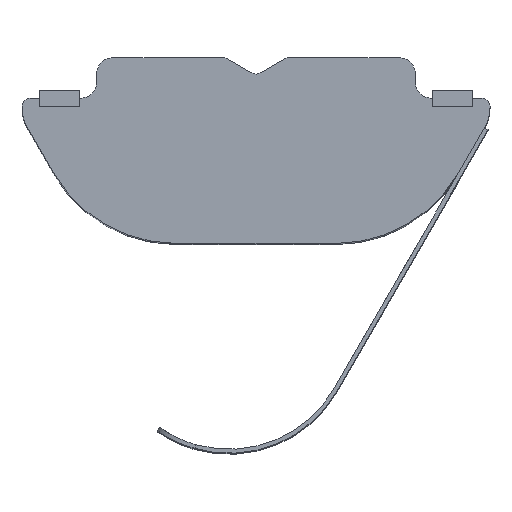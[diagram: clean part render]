
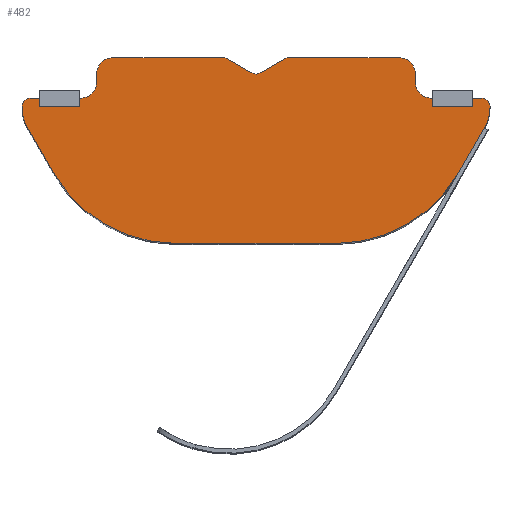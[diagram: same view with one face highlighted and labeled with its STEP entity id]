
A CAD part, top view. The second image highlights one B-rep face of the part: STEP entity #482.
In plain terms, the highlighted planar face has unit normal (0, 0, 1).
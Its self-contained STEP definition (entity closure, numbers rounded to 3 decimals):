
#92=CARTESIAN_POINT('',(0.804,0.,8.0));
#93=VERTEX_POINT('',#92);
#100=CARTESIAN_POINT('',(3.55,0.,8.0));
#101=VERTEX_POINT('',#100);
#102=CARTESIAN_POINT('',(3.55,0.,8.0));
#103=DIRECTION('',(-1.0,0.0,0.0));
#104=VECTOR('',#103,2.746);
#105=LINE('',#102,#104);
#106=EDGE_CURVE('',#101,#93,#105,.T.);
#130=CARTESIAN_POINT('',(3.95,-0.6,8.0));
#131=VERTEX_POINT('',#130);
#132=CARTESIAN_POINT('',(4.35,-1.0,8.0));
#133=VERTEX_POINT('',#132);
#134=CARTESIAN_POINT('',(4.35,-0.6,8.0));
#135=DIRECTION('',(0.0,0.0,1.0));
#136=DIRECTION('',(-0.707,-0.707,0.0));
#137=AXIS2_PLACEMENT_3D('',#134,#135,#136);
#138=CIRCLE('',#137,0.4);
#139=EDGE_CURVE('',#131,#133,#138,.T.);
#181=CARTESIAN_POINT('',(3.95,-0.4,8.0));
#182=VERTEX_POINT('',#181);
#189=CARTESIAN_POINT('',(3.95,-0.6,8.0));
#190=DIRECTION('',(0.0,1.0,0.0));
#191=VECTOR('',#190,0.2);
#192=LINE('',#189,#191);
#193=EDGE_CURVE('',#131,#182,#192,.T.);
#211=CARTESIAN_POINT('',(3.55,-0.4,8.0));
#212=DIRECTION('',(0.0,0.0,-1.0));
#213=DIRECTION('',(0.707,0.707,0.0));
#214=AXIS2_PLACEMENT_3D('',#211,#212,#213);
#215=CIRCLE('',#214,0.4);
#216=EDGE_CURVE('',#101,#182,#215,.T.);
#222=CARTESIAN_POINT('',(-5.8,-1.0,8.0));
#223=DIRECTION('',(0.0,0.0,1.0));
#224=DIRECTION('',(1.0,0.0,0.0));
#225=AXIS2_PLACEMENT_3D('',#222,#223,#224);
#226=PLANE('',#225);
#227=ORIENTED_EDGE('',*,*,#216,.F.);
#228=ORIENTED_EDGE('',*,*,#106,.T.);
#229=CARTESIAN_POINT('',(0.704,-0.027,8.0));
#230=VERTEX_POINT('',#229);
#231=CARTESIAN_POINT('',(0.804,-0.2,8.0));
#232=DIRECTION('',(0.0,0.0,1.0));
#233=DIRECTION('',(1.0,0.0,0.0));
#234=AXIS2_PLACEMENT_3D('',#231,#232,#233);
#235=CIRCLE('',#234,0.2);
#236=EDGE_CURVE('',#93,#230,#235,.T.);
#237=ORIENTED_EDGE('',*,*,#236,.T.);
#238=CARTESIAN_POINT('',(0.1,-0.375,8.0));
#239=VERTEX_POINT('',#238);
#240=CARTESIAN_POINT('',(0.704,-0.027,8.0));
#241=DIRECTION('',(-0.866,-0.5,0.0));
#242=VECTOR('',#241,0.697);
#243=LINE('',#240,#242);
#244=EDGE_CURVE('',#230,#239,#243,.T.);
#245=ORIENTED_EDGE('',*,*,#244,.T.);
#246=CARTESIAN_POINT('',(-0.1,-0.375,8.0));
#247=VERTEX_POINT('',#246);
#248=CARTESIAN_POINT('',(0.,-0.202,8.0));
#249=DIRECTION('',(0.0,0.0,-1.0));
#250=DIRECTION('',(1.0,0.0,0.0));
#251=AXIS2_PLACEMENT_3D('',#248,#249,#250);
#252=CIRCLE('',#251,0.2);
#253=EDGE_CURVE('',#239,#247,#252,.T.);
#254=ORIENTED_EDGE('',*,*,#253,.T.);
#255=CARTESIAN_POINT('',(-0.704,-0.027,8.0));
#256=VERTEX_POINT('',#255);
#257=CARTESIAN_POINT('',(-0.1,-0.375,8.0));
#258=DIRECTION('',(-0.866,0.5,0.0));
#259=VECTOR('',#258,0.697);
#260=LINE('',#257,#259);
#261=EDGE_CURVE('',#247,#256,#260,.T.);
#262=ORIENTED_EDGE('',*,*,#261,.T.);
#263=CARTESIAN_POINT('',(-0.804,0.,8.0));
#264=VERTEX_POINT('',#263);
#265=CARTESIAN_POINT('',(-0.804,-0.2,8.0));
#266=DIRECTION('',(0.0,0.0,1.0));
#267=DIRECTION('',(1.0,0.0,0.0));
#268=AXIS2_PLACEMENT_3D('',#265,#266,#267);
#269=CIRCLE('',#268,0.2);
#270=EDGE_CURVE('',#256,#264,#269,.T.);
#271=ORIENTED_EDGE('',*,*,#270,.T.);
#272=CARTESIAN_POINT('',(-3.55,0.0,8.0));
#273=VERTEX_POINT('',#272);
#274=CARTESIAN_POINT('',(-0.804,0.0,8.0));
#275=DIRECTION('',(-1.0,0.0,0.0));
#276=VECTOR('',#275,2.746);
#277=LINE('',#274,#276);
#278=EDGE_CURVE('',#264,#273,#277,.T.);
#279=ORIENTED_EDGE('',*,*,#278,.T.);
#280=CARTESIAN_POINT('',(-3.95,-0.4,8.0));
#281=VERTEX_POINT('',#280);
#282=CARTESIAN_POINT('',(-3.55,-0.4,8.0));
#283=DIRECTION('',(0.0,0.0,-1.0));
#284=DIRECTION('',(-0.707,0.707,0.0));
#285=AXIS2_PLACEMENT_3D('',#282,#283,#284);
#286=CIRCLE('',#285,0.4);
#287=EDGE_CURVE('',#281,#273,#286,.T.);
#288=ORIENTED_EDGE('',*,*,#287,.F.);
#289=CARTESIAN_POINT('',(-3.95,-0.6,8.0));
#290=VERTEX_POINT('',#289);
#291=CARTESIAN_POINT('',(-3.95,-0.4,8.0));
#292=DIRECTION('',(0.0,-1.0,0.0));
#293=VECTOR('',#292,0.2);
#294=LINE('',#291,#293);
#295=EDGE_CURVE('',#281,#290,#294,.T.);
#296=ORIENTED_EDGE('',*,*,#295,.T.);
#297=CARTESIAN_POINT('',(-4.35,-1.0,8.0));
#298=VERTEX_POINT('',#297);
#299=CARTESIAN_POINT('',(-4.35,-0.6,8.0));
#300=DIRECTION('',(0.0,0.0,1.0));
#301=DIRECTION('',(0.707,-0.707,0.0));
#302=AXIS2_PLACEMENT_3D('',#299,#300,#301);
#303=CIRCLE('',#302,0.4);
#304=EDGE_CURVE('',#290,#298,#303,.F.);
#305=ORIENTED_EDGE('',*,*,#304,.T.);
#306=CARTESIAN_POINT('',(-4.375,-1.0,8.0));
#307=VERTEX_POINT('',#306);
#308=CARTESIAN_POINT('',(-4.35,-1.0,8.0));
#309=DIRECTION('',(-1.0,0.0,0.0));
#310=VECTOR('',#309,0.025);
#311=LINE('',#308,#310);
#312=EDGE_CURVE('',#298,#307,#311,.T.);
#313=ORIENTED_EDGE('',*,*,#312,.T.);
#314=CARTESIAN_POINT('',(-4.375,-1.2,8.0));
#315=VERTEX_POINT('',#314);
#316=CARTESIAN_POINT('',(-4.375,-1.2,8.0));
#317=DIRECTION('',(0.0,1.0,0.0));
#318=VECTOR('',#317,0.2);
#319=LINE('',#316,#318);
#320=EDGE_CURVE('',#315,#307,#319,.T.);
#321=ORIENTED_EDGE('',*,*,#320,.F.);
#322=CARTESIAN_POINT('',(-5.375,-1.2,8.0));
#323=VERTEX_POINT('',#322);
#324=CARTESIAN_POINT('',(-5.375,-1.2,8.0));
#325=DIRECTION('',(1.0,0.0,0.0));
#326=VECTOR('',#325,1.0);
#327=LINE('',#324,#326);
#328=EDGE_CURVE('',#323,#315,#327,.T.);
#329=ORIENTED_EDGE('',*,*,#328,.F.);
#330=CARTESIAN_POINT('',(-5.375,-1.0,8.0));
#331=VERTEX_POINT('',#330);
#332=CARTESIAN_POINT('',(-5.375,-1.2,8.0));
#333=DIRECTION('',(0.0,1.0,0.0));
#334=VECTOR('',#333,0.2);
#335=LINE('',#332,#334);
#336=EDGE_CURVE('',#323,#331,#335,.T.);
#337=ORIENTED_EDGE('',*,*,#336,.T.);
#338=CARTESIAN_POINT('',(-5.6,-1.0,8.0));
#339=VERTEX_POINT('',#338);
#340=CARTESIAN_POINT('',(-5.375,-1.0,8.0));
#341=DIRECTION('',(-1.0,0.0,0.0));
#342=VECTOR('',#341,0.225);
#343=LINE('',#340,#342);
#344=EDGE_CURVE('',#331,#339,#343,.T.);
#345=ORIENTED_EDGE('',*,*,#344,.T.);
#346=CARTESIAN_POINT('',(-5.8,-1.2,8.0));
#347=VERTEX_POINT('',#346);
#348=CARTESIAN_POINT('',(-5.6,-1.2,8.0));
#349=DIRECTION('',(0.0,0.0,1.0));
#350=DIRECTION('',(1.0,0.0,0.0));
#351=AXIS2_PLACEMENT_3D('',#348,#349,#350);
#352=CIRCLE('',#351,0.2);
#353=EDGE_CURVE('',#339,#347,#352,.T.);
#354=ORIENTED_EDGE('',*,*,#353,.T.);
#355=CARTESIAN_POINT('',(-5.8,-1.232,8.0));
#356=VERTEX_POINT('',#355);
#357=CARTESIAN_POINT('',(-5.8,-1.2,8.0));
#358=DIRECTION('',(0.0,-1.0,0.0));
#359=VECTOR('',#358,0.032);
#360=LINE('',#357,#359);
#361=EDGE_CURVE('',#347,#356,#360,.T.);
#362=ORIENTED_EDGE('',*,*,#361,.T.);
#363=CARTESIAN_POINT('',(-5.666,-1.732,8.0));
#364=VERTEX_POINT('',#363);
#365=CARTESIAN_POINT('',(-4.8,-1.232,8.0));
#366=DIRECTION('',(0.0,0.0,1.0));
#367=DIRECTION('',(1.0,0.0,0.0));
#368=AXIS2_PLACEMENT_3D('',#365,#366,#367);
#369=CIRCLE('',#368,1.0);
#370=EDGE_CURVE('',#356,#364,#369,.T.);
#371=ORIENTED_EDGE('',*,*,#370,.T.);
#372=CARTESIAN_POINT('',(-5.021,-2.85,8.0));
#373=VERTEX_POINT('',#372);
#374=CARTESIAN_POINT('',(-5.666,-1.732,8.0));
#375=DIRECTION('',(0.5,-0.866,0.0));
#376=VECTOR('',#375,1.291);
#377=LINE('',#374,#376);
#378=EDGE_CURVE('',#364,#373,#377,.T.);
#379=ORIENTED_EDGE('',*,*,#378,.T.);
#380=CARTESIAN_POINT('',(-1.989,-4.6,8.0));
#381=VERTEX_POINT('',#380);
#382=CARTESIAN_POINT('',(-1.989,-1.1,8.0));
#383=DIRECTION('',(0.0,0.0,1.0));
#384=DIRECTION('',(1.0,0.0,0.0));
#385=AXIS2_PLACEMENT_3D('',#382,#383,#384);
#386=CIRCLE('',#385,3.5);
#387=EDGE_CURVE('',#373,#381,#386,.T.);
#388=ORIENTED_EDGE('',*,*,#387,.T.);
#389=CARTESIAN_POINT('',(1.989,-4.6,8.0));
#390=VERTEX_POINT('',#389);
#391=CARTESIAN_POINT('',(-1.989,-4.6,8.0));
#392=DIRECTION('',(1.0,0.0,0.0));
#393=VECTOR('',#392,3.979);
#394=LINE('',#391,#393);
#395=EDGE_CURVE('',#381,#390,#394,.T.);
#396=ORIENTED_EDGE('',*,*,#395,.T.);
#397=CARTESIAN_POINT('',(5.021,-2.85,8.0));
#398=VERTEX_POINT('',#397);
#399=CARTESIAN_POINT('',(1.989,-1.1,8.0));
#400=DIRECTION('',(0.0,0.0,1.0));
#401=DIRECTION('',(1.0,0.0,0.0));
#402=AXIS2_PLACEMENT_3D('',#399,#400,#401);
#403=CIRCLE('',#402,3.5);
#404=EDGE_CURVE('',#390,#398,#403,.T.);
#405=ORIENTED_EDGE('',*,*,#404,.T.);
#406=CARTESIAN_POINT('',(5.666,-1.732,8.0));
#407=VERTEX_POINT('',#406);
#408=CARTESIAN_POINT('',(5.021,-2.85,8.0));
#409=DIRECTION('',(0.5,0.866,0.0));
#410=VECTOR('',#409,1.291);
#411=LINE('',#408,#410);
#412=EDGE_CURVE('',#398,#407,#411,.T.);
#413=ORIENTED_EDGE('',*,*,#412,.T.);
#414=CARTESIAN_POINT('',(5.8,-1.232,8.0));
#415=VERTEX_POINT('',#414);
#416=CARTESIAN_POINT('',(4.8,-1.232,8.0));
#417=DIRECTION('',(0.0,0.0,1.0));
#418=DIRECTION('',(1.0,0.0,0.0));
#419=AXIS2_PLACEMENT_3D('',#416,#417,#418);
#420=CIRCLE('',#419,1.0);
#421=EDGE_CURVE('',#407,#415,#420,.T.);
#422=ORIENTED_EDGE('',*,*,#421,.T.);
#423=CARTESIAN_POINT('',(5.8,-1.2,8.0));
#424=VERTEX_POINT('',#423);
#425=CARTESIAN_POINT('',(5.8,-1.232,8.0));
#426=DIRECTION('',(0.0,1.0,0.0));
#427=VECTOR('',#426,0.032);
#428=LINE('',#425,#427);
#429=EDGE_CURVE('',#415,#424,#428,.T.);
#430=ORIENTED_EDGE('',*,*,#429,.T.);
#431=CARTESIAN_POINT('',(5.6,-1.0,8.0));
#432=VERTEX_POINT('',#431);
#433=CARTESIAN_POINT('',(5.6,-1.2,8.0));
#434=DIRECTION('',(0.0,0.0,1.0));
#435=DIRECTION('',(1.0,0.0,0.0));
#436=AXIS2_PLACEMENT_3D('',#433,#434,#435);
#437=CIRCLE('',#436,0.2);
#438=EDGE_CURVE('',#424,#432,#437,.T.);
#439=ORIENTED_EDGE('',*,*,#438,.T.);
#440=CARTESIAN_POINT('',(5.375,-1.0,8.0));
#441=VERTEX_POINT('',#440);
#442=CARTESIAN_POINT('',(5.6,-1.0,8.0));
#443=DIRECTION('',(-1.0,0.0,0.0));
#444=VECTOR('',#443,0.225);
#445=LINE('',#442,#444);
#446=EDGE_CURVE('',#432,#441,#445,.T.);
#447=ORIENTED_EDGE('',*,*,#446,.T.);
#448=CARTESIAN_POINT('',(5.375,-1.2,8.0));
#449=VERTEX_POINT('',#448);
#450=CARTESIAN_POINT('',(5.375,-1.2,8.0));
#451=DIRECTION('',(0.0,1.0,0.0));
#452=VECTOR('',#451,0.2);
#453=LINE('',#450,#452);
#454=EDGE_CURVE('',#449,#441,#453,.T.);
#455=ORIENTED_EDGE('',*,*,#454,.F.);
#456=CARTESIAN_POINT('',(4.375,-1.2,8.0));
#457=VERTEX_POINT('',#456);
#458=CARTESIAN_POINT('',(4.375,-1.2,8.0));
#459=DIRECTION('',(1.0,0.0,0.0));
#460=VECTOR('',#459,1.0);
#461=LINE('',#458,#460);
#462=EDGE_CURVE('',#457,#449,#461,.T.);
#463=ORIENTED_EDGE('',*,*,#462,.F.);
#464=CARTESIAN_POINT('',(4.375,-1.0,8.0));
#465=VERTEX_POINT('',#464);
#466=CARTESIAN_POINT('',(4.375,-1.2,8.0));
#467=DIRECTION('',(0.0,1.0,0.0));
#468=VECTOR('',#467,0.2);
#469=LINE('',#466,#468);
#470=EDGE_CURVE('',#457,#465,#469,.T.);
#471=ORIENTED_EDGE('',*,*,#470,.T.);
#472=CARTESIAN_POINT('',(4.375,-1.0,8.0));
#473=DIRECTION('',(-1.0,0.0,0.0));
#474=VECTOR('',#473,0.025);
#475=LINE('',#472,#474);
#476=EDGE_CURVE('',#465,#133,#475,.T.);
#477=ORIENTED_EDGE('',*,*,#476,.T.);
#478=ORIENTED_EDGE('',*,*,#139,.F.);
#479=ORIENTED_EDGE('',*,*,#193,.T.);
#480=EDGE_LOOP('',(#227,#228,#237,#245,#254,#262,#271,#279,#288,#296,#305,#313,#321,#329,#337,#345,#354,#362,#371,#379,#388,#396,#405,#413,#422,#430,#439,#447,#455,#463,#471,#477,#478,#479));
#481=FACE_OUTER_BOUND('',#480,.T.);
#482=ADVANCED_FACE('',(#481),#226,.T.);
